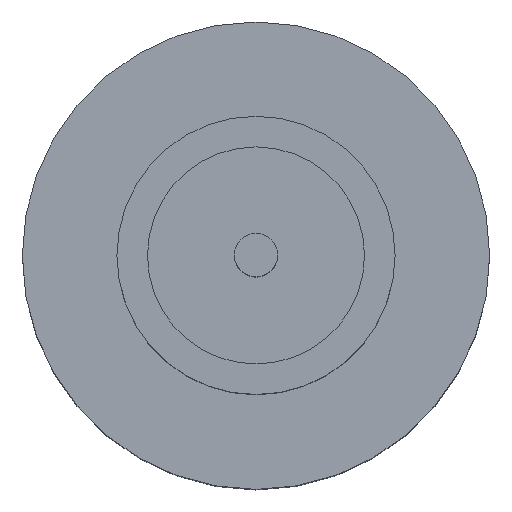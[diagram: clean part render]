
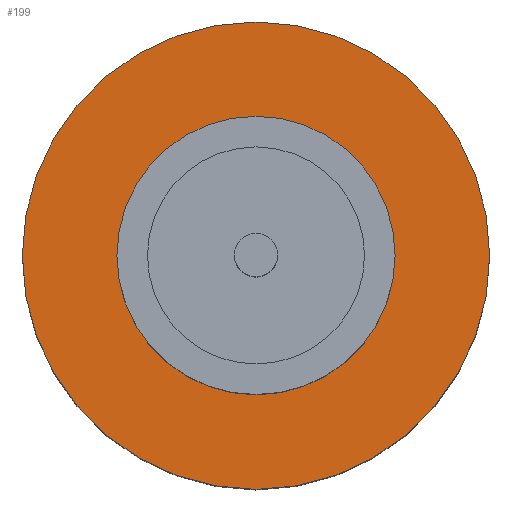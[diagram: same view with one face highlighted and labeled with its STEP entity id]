
A CAD part, top view. The second image highlights one B-rep face of the part: STEP entity #199.
In plain terms, the highlighted planar face has unit normal (0, 0, 1).
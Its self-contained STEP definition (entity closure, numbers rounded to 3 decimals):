
#11 = DIRECTION ( 'NONE',  ( 0., 0., 1. ) ) ;
#14 = CARTESIAN_POINT ( 'NONE',  ( 2.1, 0., 1.55 ) ) ;
#38 = AXIS2_PLACEMENT_3D ( 'NONE', #200, #562, #423 ) ;
#46 = ORIENTED_EDGE ( 'NONE', *, *, #932, .T. ) ;
#52 = CARTESIAN_POINT ( 'NONE',  ( 1.25, 0., 1.55 ) ) ;
#119 = CARTESIAN_POINT ( 'NONE',  ( -1.25, 0., 1.55 ) ) ;
#147 = EDGE_CURVE ( 'NONE', #416, #539, #500, .T. ) ;
#175 = EDGE_LOOP ( 'NONE', ( #517, #376 ) ) ;
#176 = EDGE_CURVE ( 'NONE', #538, #593, #398, .T. ) ;
#199 = ADVANCED_FACE ( 'NONE', ( #284, #446 ), #668, .T. ) ;
#200 = CARTESIAN_POINT ( 'NONE',  ( 0., 0., 1.55 ) ) ;
#231 = DIRECTION ( 'NONE',  ( 0., 0., 1. ) ) ;
#284 = FACE_BOUND ( 'NONE', #175, .T. ) ;
#325 = CARTESIAN_POINT ( 'NONE',  ( 0., 0., 1.55 ) ) ;
#376 = ORIENTED_EDGE ( 'NONE', *, *, #147, .F. ) ;
#378 = CARTESIAN_POINT ( 'NONE',  ( 0., 0., 1.55 ) ) ;
#393 = DIRECTION ( 'NONE',  ( 1., 0., 0. ) ) ;
#398 = CIRCLE ( 'NONE', #632, 2.1 ) ;
#416 = VERTEX_POINT ( 'NONE', #119 ) ;
#423 = DIRECTION ( 'NONE',  ( 1., 0., 0. ) ) ;
#436 = CIRCLE ( 'NONE', #38, 2.1 ) ;
#446 = FACE_OUTER_BOUND ( 'NONE', #526, .T. ) ;
#457 = CARTESIAN_POINT ( 'NONE',  ( 0., 0., 1.55 ) ) ;
#500 = CIRCLE ( 'NONE', #522, 1.25 ) ;
#517 = ORIENTED_EDGE ( 'NONE', *, *, #803, .F. ) ;
#522 = AXIS2_PLACEMENT_3D ( 'NONE', #601, #231, #733 ) ;
#526 = EDGE_LOOP ( 'NONE', ( #877, #46 ) ) ;
#538 = VERTEX_POINT ( 'NONE', #642 ) ;
#539 = VERTEX_POINT ( 'NONE', #52 ) ;
#562 = DIRECTION ( 'NONE',  ( 0., 0., 1. ) ) ;
#593 = VERTEX_POINT ( 'NONE', #14 ) ;
#601 = CARTESIAN_POINT ( 'NONE',  ( 0., 0., 1.55 ) ) ;
#618 = DIRECTION ( 'NONE',  ( 1., 0., 0. ) ) ;
#632 = AXIS2_PLACEMENT_3D ( 'NONE', #378, #11, #893 ) ;
#642 = CARTESIAN_POINT ( 'NONE',  ( -2.1, 0., 1.55 ) ) ;
#668 = PLANE ( 'NONE',  #858 ) ;
#724 = CIRCLE ( 'NONE', #926, 1.25 ) ;
#733 = DIRECTION ( 'NONE',  ( 1., 0., 0. ) ) ;
#755 = DIRECTION ( 'NONE',  ( 0., 0., 1. ) ) ;
#803 = EDGE_CURVE ( 'NONE', #539, #416, #724, .T. ) ;
#824 = DIRECTION ( 'NONE',  ( 0., 0., 1. ) ) ;
#858 = AXIS2_PLACEMENT_3D ( 'NONE', #457, #824, #393 ) ;
#877 = ORIENTED_EDGE ( 'NONE', *, *, #176, .T. ) ;
#893 = DIRECTION ( 'NONE',  ( 1., 0., 0. ) ) ;
#926 = AXIS2_PLACEMENT_3D ( 'NONE', #325, #755, #618 ) ;
#932 = EDGE_CURVE ( 'NONE', #593, #538, #436, .T. ) ;
